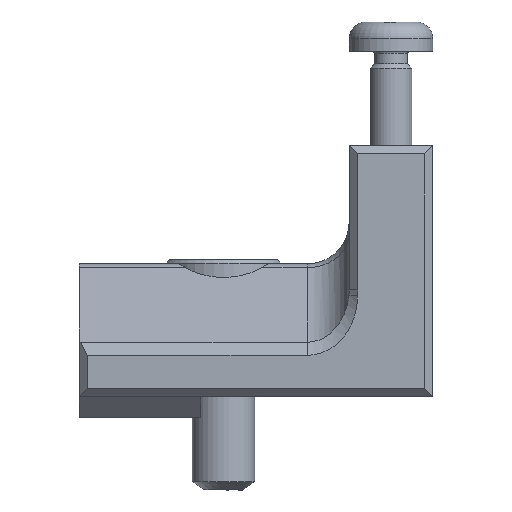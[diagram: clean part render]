
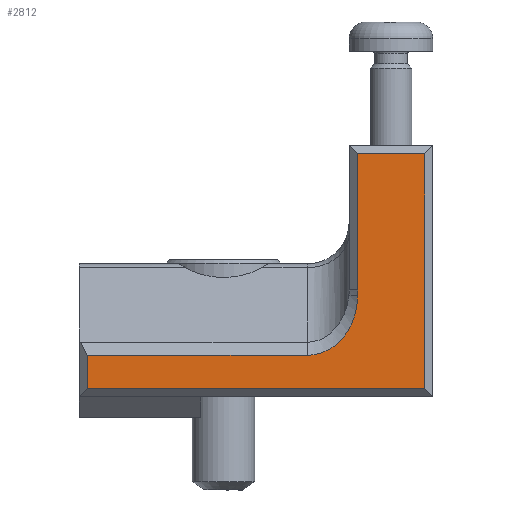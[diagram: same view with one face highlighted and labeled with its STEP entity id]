
A CAD part, front view. The second image highlights one B-rep face of the part: STEP entity #2812.
In plain terms, the highlighted planar face has unit normal (0, -1, 0).
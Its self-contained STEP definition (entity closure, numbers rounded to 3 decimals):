
#72=B_SPLINE_CURVE_WITH_KNOTS('',3,(#5102,#5103,#5104,#5105,#5106),
 .UNSPECIFIED.,.F.,.F.,(4,1,4),(0.,0.673,
1.571),.UNSPECIFIED.);
#73=B_SPLINE_CURVE_WITH_KNOTS('',3,(#5143,#5144,#5145,#5146),
 .UNSPECIFIED.,.F.,.F.,(4,4),(-1.118,-1.09),
 .UNSPECIFIED.);
#377=LINE('',#5063,#630);
#384=LINE('',#5108,#637);
#388=LINE('',#5114,#641);
#390=LINE('',#5119,#643);
#392=LINE('',#5123,#645);
#394=LINE('',#5126,#647);
#630=VECTOR('',#3691,10.);
#637=VECTOR('',#3700,10.);
#641=VECTOR('',#3706,10.);
#643=VECTOR('',#3710,10.);
#645=VECTOR('',#3714,10.);
#647=VECTOR('',#3718,10.);
#837=FACE_OUTER_BOUND('',#1006,.T.);
#1006=EDGE_LOOP('',(#2422,#2423,#2424,#2425,#2426,#2427,#2428,#2429));
#1318=VERTEX_POINT('',#5061);
#1319=VERTEX_POINT('',#5062);
#1323=VERTEX_POINT('',#5091);
#1326=VERTEX_POINT('',#5100);
#1327=VERTEX_POINT('',#5112);
#1328=VERTEX_POINT('',#5116);
#1329=VERTEX_POINT('',#5118);
#1330=VERTEX_POINT('',#5122);
#1683=EDGE_CURVE('',#1318,#1319,#377,.T.);
#1691=EDGE_CURVE('',#1326,#1323,#72,.T.);
#1692=EDGE_CURVE('',#1319,#1326,#384,.T.);
#1696=EDGE_CURVE('',#1327,#1318,#388,.T.);
#1698=EDGE_CURVE('',#1328,#1329,#390,.T.);
#1700=EDGE_CURVE('',#1329,#1330,#392,.T.);
#1702=EDGE_CURVE('',#1330,#1327,#394,.T.);
#1703=EDGE_CURVE('',#1323,#1328,#73,.T.);
#2422=ORIENTED_EDGE('',*,*,#1698,.F.);
#2423=ORIENTED_EDGE('',*,*,#1703,.F.);
#2424=ORIENTED_EDGE('',*,*,#1691,.F.);
#2425=ORIENTED_EDGE('',*,*,#1692,.F.);
#2426=ORIENTED_EDGE('',*,*,#1683,.F.);
#2427=ORIENTED_EDGE('',*,*,#1696,.F.);
#2428=ORIENTED_EDGE('',*,*,#1702,.F.);
#2429=ORIENTED_EDGE('',*,*,#1700,.F.);
#2669=PLANE('',#3078);
#2812=ADVANCED_FACE('',(#837),#2669,.T.);
#3078=AXIS2_PLACEMENT_3D('',#5181,#3729,#3730);
#3691=DIRECTION('',(0.,0.,1.));
#3700=DIRECTION('',(1.,0.,0.));
#3706=DIRECTION('',(-1.,0.,0.));
#3710=DIRECTION('',(0.,0.,1.));
#3714=DIRECTION('',(1.,0.,0.));
#3718=DIRECTION('',(0.,0.,-1.));
#3729=DIRECTION('center_axis',(0.,-1.,0.));
#3730=DIRECTION('ref_axis',(0.,0.,1.));
#5061=CARTESIAN_POINT('',(72.758,816.129,0.4));
#5062=CARTESIAN_POINT('',(72.758,816.129,1.982));
#5063=CARTESIAN_POINT('',(72.758,816.129,8.5));
#5091=CARTESIAN_POINT('',(85.658,816.129,4.823));
#5100=CARTESIAN_POINT('',(83.258,816.129,1.982));
#5102=CARTESIAN_POINT('Ctrl Pts',(83.258,816.129,1.982));
#5103=CARTESIAN_POINT('Ctrl Pts',(83.817,816.129,1.982));
#5104=CARTESIAN_POINT('Ctrl Pts',(85.1,816.129,2.548));
#5105=CARTESIAN_POINT('Ctrl Pts',(85.658,816.129,3.995));
#5106=CARTESIAN_POINT('Ctrl Pts',(85.658,816.129,4.823));
#5108=CARTESIAN_POINT('',(76.308,816.129,1.982));
#5112=CARTESIAN_POINT('',(88.858,816.129,0.4));
#5114=CARTESIAN_POINT('',(76.308,816.129,0.4));
#5116=CARTESIAN_POINT('',(85.658,816.129,5.103));
#5118=CARTESIAN_POINT('',(85.658,816.129,11.6));
#5119=CARTESIAN_POINT('',(85.658,816.129,17.5));
#5122=CARTESIAN_POINT('',(88.858,816.129,11.6));
#5123=CARTESIAN_POINT('',(87.758,816.129,11.6));
#5126=CARTESIAN_POINT('',(88.858,816.129,17.5));
#5143=CARTESIAN_POINT('Ctrl Pts',(85.658,816.129,4.823));
#5144=CARTESIAN_POINT('Ctrl Pts',(85.658,816.129,4.917));
#5145=CARTESIAN_POINT('Ctrl Pts',(85.658,816.129,5.01));
#5146=CARTESIAN_POINT('Ctrl Pts',(85.658,816.129,5.103));
#5181=CARTESIAN_POINT('Origin',(89.258,816.129,17.));
